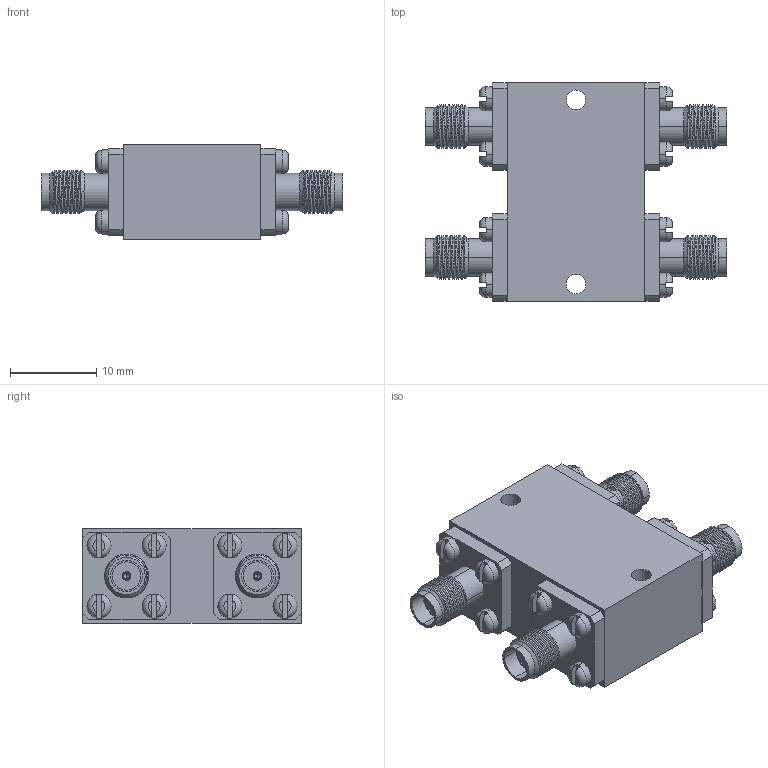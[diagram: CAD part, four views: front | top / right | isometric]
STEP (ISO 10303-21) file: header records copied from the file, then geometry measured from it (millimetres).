
FILE_DESCRIPTION (( 'STEP AP214' ), '1' );
FILE_NAME ('CZ-KK-AL-FI2.STEP', '2024-11-21T21:38:04', ( '' ), ( '' ), 'SwSTEP 2.0', 'SolidWorks 2021', '' );
FILE_SCHEMA (( 'AUTOMOTIVE_DESIGN' ));
Length unit declared in the file: millimetre
Products named in the file (1): CZ-KK-AL-FI2
Bounding box: 35 x 25.4 x 11 mm (x, y, z)
Volume: 5526.3 mm3; surface area: 3308.8 mm2
Topology: 1 solids, 17 shells, 510 faces, 1292 edges, 844 vertices
Faces by surface type: cylinder 236, plane 182, cone 52, torus 32, bspline 8
Entity records: 18716 total; most frequent: CARTESIAN_POINT 6713, ORIENTED_EDGE 2568, DIRECTION 2486, EDGE_CURVE 1284, AXIS2_PLACEMENT_3D 979, VERTEX_POINT 844, EDGE_LOOP 550, VECTOR 528
